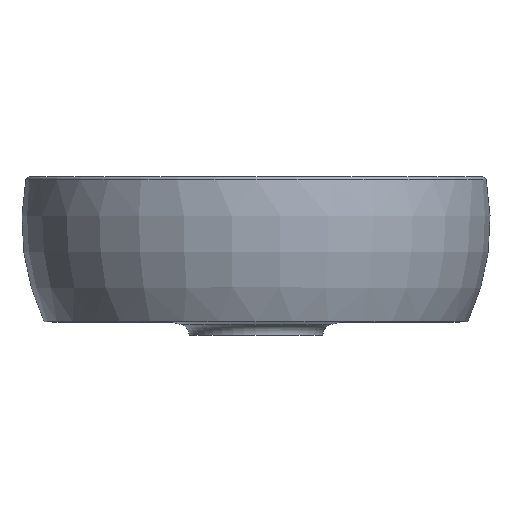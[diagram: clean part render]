
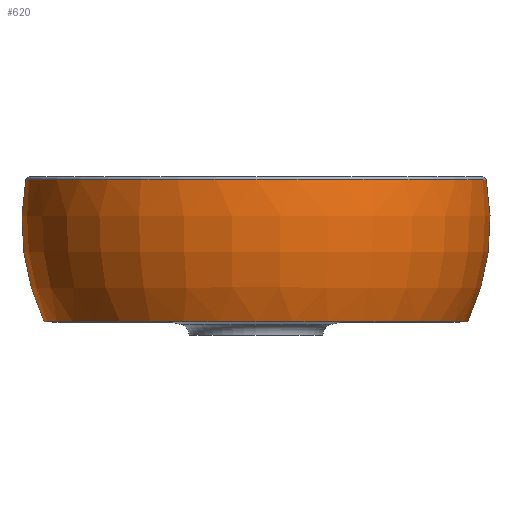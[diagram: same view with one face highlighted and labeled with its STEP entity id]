
A CAD part, top view. The second image highlights one B-rep face of the part: STEP entity #620.
In plain terms, the highlighted toroidal (fillet/blend) face has major radius 0.73 mm and minor radius 209.27 mm.
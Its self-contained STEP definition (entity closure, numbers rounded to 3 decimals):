
#63 = CARTESIAN_POINT ( 'NONE',  ( 190., 0., 0. ) ) ;
#237 = AXIS2_PLACEMENT_3D ( 'NONE', #1234, #649, #1015 ) ;
#251 = CARTESIAN_POINT ( 'NONE',  ( 0., 0., 0. ) ) ;
#285 = VERTEX_POINT ( 'NONE', #63 ) ;
#298 = EDGE_CURVE ( 'NONE', #1228, #285, #1329, .T. ) ;
#363 = CARTESIAN_POINT ( 'NONE',  ( 0., 89.279, 0. ) ) ;
#441 = DIRECTION ( 'NONE',  ( -1., 0., 0. ) ) ;
#448 = EDGE_CURVE ( 'NONE', #1380, #1962, #2107, .T. ) ;
#577 = AXIS2_PLACEMENT_3D ( 'NONE', #251, #1555, #441 ) ;
#620 = ADVANCED_FACE ( 'NONE', ( #1994 ), #2056, .T. ) ;
#649 = DIRECTION ( 'NONE',  ( 0., 0., 1. ) ) ;
#670 = ORIENTED_EDGE ( 'NONE', *, *, #298, .T. ) ;
#882 = EDGE_CURVE ( 'NONE', #285, #1962, #1376, .T. ) ;
#899 = AXIS2_PLACEMENT_3D ( 'NONE', #1123, #1967, #1118 ) ;
#1015 = DIRECTION ( 'NONE',  ( 1., 0., 0. ) ) ;
#1112 = DIRECTION ( 'NONE',  ( 0., 1., 0. ) ) ;
#1118 = DIRECTION ( 'NONE',  ( -1., 0., 0. ) ) ;
#1123 = CARTESIAN_POINT ( 'NONE',  ( 0., 127.549, 0. ) ) ;
#1170 = ORIENTED_EDGE ( 'NONE', *, *, #1401, .F. ) ;
#1228 = VERTEX_POINT ( 'NONE', #1439 ) ;
#1234 = CARTESIAN_POINT ( 'NONE',  ( 0.73, 89.279, 0. ) ) ;
#1244 = ORIENTED_EDGE ( 'NONE', *, *, #448, .F. ) ;
#1329 = CIRCLE ( 'NONE', #577, 190. ) ;
#1354 = CARTESIAN_POINT ( 'NONE',  ( -206.471, 127.549, 0. ) ) ;
#1358 = EDGE_LOOP ( 'NONE', ( #670, #1489, #1244, #1170 ) ) ;
#1376 = CIRCLE ( 'NONE', #237, 209.27 ) ;
#1380 = VERTEX_POINT ( 'NONE', #1354 ) ;
#1399 = CIRCLE ( 'NONE', #1548, 209.27 ) ;
#1401 = EDGE_CURVE ( 'NONE', #1228, #1380, #1399, .T. ) ;
#1402 = CARTESIAN_POINT ( 'NONE',  ( -0.73, 89.279, 0. ) ) ;
#1406 = DIRECTION ( 'NONE',  ( 0., 0., -1. ) ) ;
#1415 = DIRECTION ( 'NONE',  ( -1., 0., 0. ) ) ;
#1439 = CARTESIAN_POINT ( 'NONE',  ( -190., 0., 0. ) ) ;
#1489 = ORIENTED_EDGE ( 'NONE', *, *, #882, .T. ) ;
#1538 = DIRECTION ( 'NONE',  ( -1., 0., 0. ) ) ;
#1548 = AXIS2_PLACEMENT_3D ( 'NONE', #1402, #1406, #1415 ) ;
#1555 = DIRECTION ( 'NONE',  ( 0., 1., 0. ) ) ;
#1951 = AXIS2_PLACEMENT_3D ( 'NONE', #363, #1112, #1538 ) ;
#1962 = VERTEX_POINT ( 'NONE', #2157 ) ;
#1967 = DIRECTION ( 'NONE',  ( 0., 1., 0. ) ) ;
#1994 = FACE_OUTER_BOUND ( 'NONE', #1358, .T. ) ;
#2056 = TOROIDAL_SURFACE ( 'NONE', #1951, 0.73, 209.27 ) ;
#2107 = CIRCLE ( 'NONE', #899, 206.471 ) ;
#2157 = CARTESIAN_POINT ( 'NONE',  ( 206.471, 127.549, 0. ) ) ;
